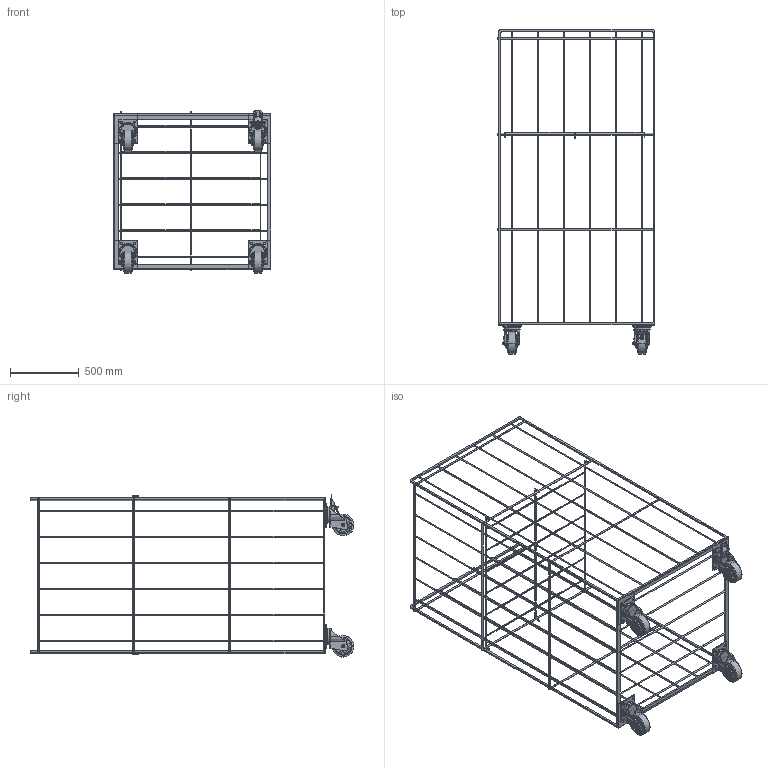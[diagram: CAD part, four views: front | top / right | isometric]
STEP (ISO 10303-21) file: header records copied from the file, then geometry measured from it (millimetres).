
FILE_DESCRIPTION(('FreeCAD Model'),'2;1');
FILE_NAME('Open CASCADE Shape Model','2025-05-01T20:10:29',('FreeCAD'),( 'FreeCAD'),'Open CASCADE STEP processor 7.6','FreeCAD','Unknown');
FILE_SCHEMA(('AUTOMOTIVE_DESIGN { 1 0 10303 214 1 1 1 1 }'));
Products named in the file (1): Open CASCADE STEP translator 7.6 1
Bounding box: 1144.64 x 2350.25 x 1176.46 mm (x, y, z)
Volume: 15703227.9 mm3; surface area: 4445101.9 mm2
Topology: 52 solids, 52 shells, 4094 faces, 10616 edges, 6751 vertices
Faces by surface type: bspline 4094
Entity records: 155291 total; most frequent: CARTESIAN_POINT 96192, ORIENTED_EDGE 21228, EDGE_CURVE 10614, VERTEX_POINT 6751, B_SPLINE_CURVE_WITH_KNOTS 6112, FACE_BOUND 4347, EDGE_LOOP 4347, ADVANCED_FACE 4094
